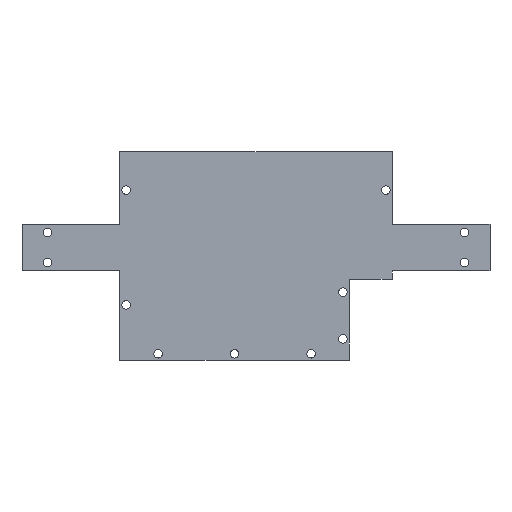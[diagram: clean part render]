
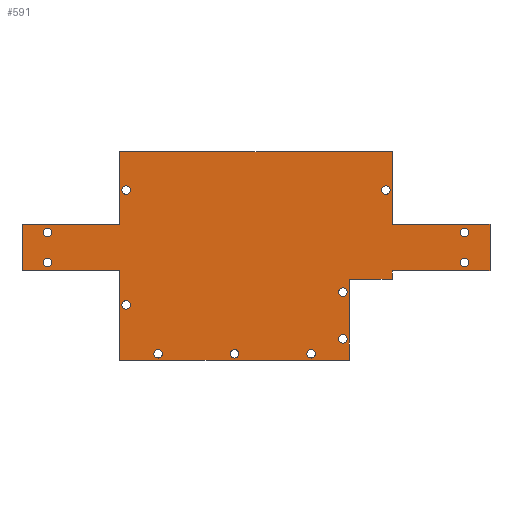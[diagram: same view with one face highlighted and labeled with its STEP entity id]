
A CAD part, top view. The second image highlights one B-rep face of the part: STEP entity #591.
In plain terms, the highlighted planar face has unit normal (0, 0, 1).
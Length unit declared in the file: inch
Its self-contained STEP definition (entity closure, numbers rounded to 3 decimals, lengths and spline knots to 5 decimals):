
#15=FACE_BOUND('',#110,.T.);
#16=FACE_BOUND('',#111,.T.);
#17=FACE_BOUND('',#112,.T.);
#18=FACE_BOUND('',#113,.T.);
#19=FACE_BOUND('',#114,.T.);
#20=FACE_BOUND('',#115,.T.);
#21=FACE_BOUND('',#116,.T.);
#22=FACE_BOUND('',#117,.T.);
#23=FACE_BOUND('',#118,.T.);
#24=FACE_BOUND('',#119,.T.);
#25=FACE_BOUND('',#120,.T.);
#26=FACE_BOUND('',#121,.T.);
#53=PLANE('',#657);
#81=FACE_OUTER_BOUND('',#109,.T.);
#109=EDGE_LOOP('',(#501,#502,#503,#504,#505,#506,#507,#508,#509,#510,#511,
#512,#513,#514));
#110=EDGE_LOOP('',(#515));
#111=EDGE_LOOP('',(#516));
#112=EDGE_LOOP('',(#517));
#113=EDGE_LOOP('',(#518));
#114=EDGE_LOOP('',(#519));
#115=EDGE_LOOP('',(#520));
#116=EDGE_LOOP('',(#521));
#117=EDGE_LOOP('',(#522));
#118=EDGE_LOOP('',(#523));
#119=EDGE_LOOP('',(#524));
#120=EDGE_LOOP('',(#525));
#121=EDGE_LOOP('',(#526));
#149=LINE('',#899,#203);
#152=LINE('',#905,#206);
#155=LINE('',#911,#209);
#158=LINE('',#917,#212);
#161=LINE('',#923,#215);
#164=LINE('',#929,#218);
#167=LINE('',#935,#221);
#170=LINE('',#941,#224);
#173=LINE('',#947,#227);
#176=LINE('',#953,#230);
#179=LINE('',#959,#233);
#182=LINE('',#965,#236);
#185=LINE('',#971,#239);
#188=LINE('',#975,#242);
#203=VECTOR('',#749,0.3937);
#206=VECTOR('',#754,0.3937);
#209=VECTOR('',#759,0.3937);
#212=VECTOR('',#764,0.3937);
#215=VECTOR('',#769,0.3937);
#218=VECTOR('',#774,0.3937);
#221=VECTOR('',#779,0.3937);
#224=VECTOR('',#784,0.3937);
#227=VECTOR('',#789,0.3937);
#230=VECTOR('',#794,0.3937);
#233=VECTOR('',#799,0.3937);
#236=VECTOR('',#804,0.3937);
#239=VECTOR('',#809,0.3937);
#242=VECTOR('',#814,0.3937);
#243=CIRCLE('',#608,0.125);
#245=CIRCLE('',#611,0.125);
#247=CIRCLE('',#614,0.125);
#249=CIRCLE('',#617,0.125);
#251=CIRCLE('',#620,0.125);
#253=CIRCLE('',#623,0.125);
#255=CIRCLE('',#626,0.125);
#257=CIRCLE('',#629,0.125);
#259=CIRCLE('',#632,0.125);
#261=CIRCLE('',#635,0.125);
#263=CIRCLE('',#638,0.125);
#265=CIRCLE('',#641,0.125);
#267=VERTEX_POINT('',#821);
#269=VERTEX_POINT('',#827);
#271=VERTEX_POINT('',#833);
#273=VERTEX_POINT('',#839);
#275=VERTEX_POINT('',#845);
#277=VERTEX_POINT('',#851);
#279=VERTEX_POINT('',#857);
#281=VERTEX_POINT('',#863);
#283=VERTEX_POINT('',#869);
#285=VERTEX_POINT('',#875);
#287=VERTEX_POINT('',#881);
#289=VERTEX_POINT('',#887);
#293=VERTEX_POINT('',#896);
#294=VERTEX_POINT('',#898);
#296=VERTEX_POINT('',#904);
#298=VERTEX_POINT('',#910);
#300=VERTEX_POINT('',#916);
#302=VERTEX_POINT('',#922);
#304=VERTEX_POINT('',#928);
#306=VERTEX_POINT('',#934);
#308=VERTEX_POINT('',#940);
#310=VERTEX_POINT('',#946);
#312=VERTEX_POINT('',#952);
#314=VERTEX_POINT('',#958);
#316=VERTEX_POINT('',#964);
#318=VERTEX_POINT('',#970);
#319=EDGE_CURVE('',#267,#267,#243,.T.);
#322=EDGE_CURVE('',#269,#269,#245,.T.);
#325=EDGE_CURVE('',#271,#271,#247,.T.);
#328=EDGE_CURVE('',#273,#273,#249,.T.);
#331=EDGE_CURVE('',#275,#275,#251,.T.);
#334=EDGE_CURVE('',#277,#277,#253,.T.);
#337=EDGE_CURVE('',#279,#279,#255,.T.);
#340=EDGE_CURVE('',#281,#281,#257,.T.);
#343=EDGE_CURVE('',#283,#283,#259,.T.);
#346=EDGE_CURVE('',#285,#285,#261,.T.);
#349=EDGE_CURVE('',#287,#287,#263,.T.);
#352=EDGE_CURVE('',#289,#289,#265,.T.);
#357=EDGE_CURVE('',#294,#293,#149,.T.);
#360=EDGE_CURVE('',#296,#294,#152,.T.);
#363=EDGE_CURVE('',#298,#296,#155,.T.);
#366=EDGE_CURVE('',#300,#298,#158,.T.);
#369=EDGE_CURVE('',#302,#300,#161,.T.);
#372=EDGE_CURVE('',#304,#302,#164,.T.);
#375=EDGE_CURVE('',#306,#304,#167,.T.);
#378=EDGE_CURVE('',#308,#306,#170,.T.);
#381=EDGE_CURVE('',#310,#308,#173,.T.);
#384=EDGE_CURVE('',#312,#310,#176,.T.);
#387=EDGE_CURVE('',#314,#312,#179,.T.);
#390=EDGE_CURVE('',#316,#314,#182,.T.);
#393=EDGE_CURVE('',#318,#316,#185,.T.);
#396=EDGE_CURVE('',#293,#318,#188,.T.);
#501=ORIENTED_EDGE('',*,*,#396,.T.);
#502=ORIENTED_EDGE('',*,*,#393,.T.);
#503=ORIENTED_EDGE('',*,*,#390,.T.);
#504=ORIENTED_EDGE('',*,*,#387,.T.);
#505=ORIENTED_EDGE('',*,*,#384,.T.);
#506=ORIENTED_EDGE('',*,*,#381,.T.);
#507=ORIENTED_EDGE('',*,*,#378,.T.);
#508=ORIENTED_EDGE('',*,*,#375,.T.);
#509=ORIENTED_EDGE('',*,*,#372,.T.);
#510=ORIENTED_EDGE('',*,*,#369,.T.);
#511=ORIENTED_EDGE('',*,*,#366,.T.);
#512=ORIENTED_EDGE('',*,*,#363,.T.);
#513=ORIENTED_EDGE('',*,*,#360,.T.);
#514=ORIENTED_EDGE('',*,*,#357,.T.);
#515=ORIENTED_EDGE('',*,*,#352,.T.);
#516=ORIENTED_EDGE('',*,*,#349,.T.);
#517=ORIENTED_EDGE('',*,*,#346,.T.);
#518=ORIENTED_EDGE('',*,*,#343,.T.);
#519=ORIENTED_EDGE('',*,*,#340,.T.);
#520=ORIENTED_EDGE('',*,*,#337,.T.);
#521=ORIENTED_EDGE('',*,*,#334,.T.);
#522=ORIENTED_EDGE('',*,*,#331,.T.);
#523=ORIENTED_EDGE('',*,*,#328,.T.);
#524=ORIENTED_EDGE('',*,*,#325,.T.);
#525=ORIENTED_EDGE('',*,*,#322,.T.);
#526=ORIENTED_EDGE('',*,*,#319,.T.);
#591=ADVANCED_FACE('',(#81,#15,#16,#17,#18,#19,#20,#21,#22,#23,#24,#25,
#26),#53,.T.);
#608=AXIS2_PLACEMENT_3D('',#822,#663,#664);
#611=AXIS2_PLACEMENT_3D('',#828,#670,#671);
#614=AXIS2_PLACEMENT_3D('',#834,#677,#678);
#617=AXIS2_PLACEMENT_3D('',#840,#684,#685);
#620=AXIS2_PLACEMENT_3D('',#846,#691,#692);
#623=AXIS2_PLACEMENT_3D('',#852,#698,#699);
#626=AXIS2_PLACEMENT_3D('',#858,#705,#706);
#629=AXIS2_PLACEMENT_3D('',#864,#712,#713);
#632=AXIS2_PLACEMENT_3D('',#870,#719,#720);
#635=AXIS2_PLACEMENT_3D('',#876,#726,#727);
#638=AXIS2_PLACEMENT_3D('',#882,#733,#734);
#641=AXIS2_PLACEMENT_3D('',#888,#740,#741);
#657=AXIS2_PLACEMENT_3D('',#976,#815,#816);
#663=DIRECTION('center_axis',(0.,0.,-1.));
#664=DIRECTION('ref_axis',(1.,0.,0.));
#670=DIRECTION('center_axis',(0.,0.,-1.));
#671=DIRECTION('ref_axis',(1.,0.,0.));
#677=DIRECTION('center_axis',(0.,0.,-1.));
#678=DIRECTION('ref_axis',(1.,0.,0.));
#684=DIRECTION('center_axis',(0.,0.,-1.));
#685=DIRECTION('ref_axis',(1.,0.,0.));
#691=DIRECTION('center_axis',(0.,0.,-1.));
#692=DIRECTION('ref_axis',(1.,0.,0.));
#698=DIRECTION('center_axis',(0.,0.,-1.));
#699=DIRECTION('ref_axis',(1.,0.,0.));
#705=DIRECTION('center_axis',(0.,0.,-1.));
#706=DIRECTION('ref_axis',(1.,0.,0.));
#712=DIRECTION('center_axis',(0.,0.,-1.));
#713=DIRECTION('ref_axis',(1.,0.,0.));
#719=DIRECTION('center_axis',(0.,0.,-1.));
#720=DIRECTION('ref_axis',(1.,0.,0.));
#726=DIRECTION('center_axis',(0.,0.,-1.));
#727=DIRECTION('ref_axis',(1.,0.,0.));
#733=DIRECTION('center_axis',(0.,0.,-1.));
#734=DIRECTION('ref_axis',(1.,0.,0.));
#740=DIRECTION('center_axis',(0.,0.,-1.));
#741=DIRECTION('ref_axis',(1.,0.,0.));
#749=DIRECTION('',(1.,0.,0.));
#754=DIRECTION('',(0.,1.,0.));
#759=DIRECTION('',(1.,0.,0.));
#764=DIRECTION('',(0.,1.,0.));
#769=DIRECTION('',(1.,0.,0.));
#774=DIRECTION('',(0.,-1.,0.));
#779=DIRECTION('',(1.,0.,0.));
#784=DIRECTION('',(0.,-1.,0.));
#789=DIRECTION('',(-1.,0.,0.));
#794=DIRECTION('',(0.,-1.,0.));
#799=DIRECTION('',(-1.,0.,0.));
#804=DIRECTION('',(0.,1.,0.));
#809=DIRECTION('',(-1.,0.,0.));
#814=DIRECTION('',(0.,1.,0.));
#815=DIRECTION('center_axis',(0.,0.,1.));
#816=DIRECTION('ref_axis',(1.,0.,0.));
#821=CARTESIAN_POINT('',(1.,0.1875,0.07874));
#822=CARTESIAN_POINT('Origin',(1.125,0.1875,0.07874));
#827=CARTESIAN_POINT('',(3.25,0.1875,0.07874));
#828=CARTESIAN_POINT('Origin',(3.375,0.1875,0.07874));
#833=CARTESIAN_POINT('',(5.5,0.1875,0.07874));
#834=CARTESIAN_POINT('Origin',(5.625,0.1875,0.07874));
#839=CARTESIAN_POINT('',(-2.25,3.75,0.07874));
#840=CARTESIAN_POINT('Origin',(-2.125,3.75,0.07874));
#845=CARTESIAN_POINT('',(10.01,2.875,0.07874));
#846=CARTESIAN_POINT('Origin',(10.135,2.875,0.07874));
#851=CARTESIAN_POINT('',(0.0625,1.625,0.07874));
#852=CARTESIAN_POINT('Origin',(0.1875,1.625,0.07874));
#857=CARTESIAN_POINT('',(10.01,3.75,0.07874));
#858=CARTESIAN_POINT('Origin',(10.135,3.75,0.07874));
#863=CARTESIAN_POINT('',(6.4375,2.,0.07874));
#864=CARTESIAN_POINT('Origin',(6.5625,2.,0.07874));
#869=CARTESIAN_POINT('',(7.6975,5.,0.07874));
#870=CARTESIAN_POINT('Origin',(7.8225,5.,0.07874));
#875=CARTESIAN_POINT('',(0.0625,5.,0.07874));
#876=CARTESIAN_POINT('Origin',(0.1875,5.,0.07874));
#881=CARTESIAN_POINT('',(-2.25,2.875,0.07874));
#882=CARTESIAN_POINT('Origin',(-2.125,2.875,0.07874));
#887=CARTESIAN_POINT('',(6.4375,0.625,0.07874));
#888=CARTESIAN_POINT('Origin',(6.5625,0.625,0.07874));
#896=CARTESIAN_POINT('',(10.885,2.625,0.07874));
#898=CARTESIAN_POINT('',(8.01,2.625,0.07874));
#899=CARTESIAN_POINT('',(8.01,2.625,0.07874));
#904=CARTESIAN_POINT('',(8.01,2.375,0.07874));
#905=CARTESIAN_POINT('',(8.01,2.625,0.07874));
#910=CARTESIAN_POINT('',(6.75,2.375,0.07874));
#911=CARTESIAN_POINT('',(6.75,2.375,0.07874));
#916=CARTESIAN_POINT('',(6.75,0.,0.07874));
#917=CARTESIAN_POINT('',(6.75,0.,0.07874));
#922=CARTESIAN_POINT('',(0.,0.,0.07874));
#923=CARTESIAN_POINT('',(0.,0.,0.07874));
#928=CARTESIAN_POINT('',(0.,2.625,0.07874));
#929=CARTESIAN_POINT('',(0.,0.,0.07874));
#934=CARTESIAN_POINT('',(-2.875,2.625,0.07874));
#935=CARTESIAN_POINT('',(0.,2.625,0.07874));
#940=CARTESIAN_POINT('',(-2.875,4.,0.07874));
#941=CARTESIAN_POINT('',(-2.875,2.625,0.07874));
#946=CARTESIAN_POINT('',(0.,4.,0.07874));
#947=CARTESIAN_POINT('',(-2.875,4.,0.07874));
#952=CARTESIAN_POINT('',(0.,6.125,0.07874));
#953=CARTESIAN_POINT('',(0.,4.,0.07874));
#958=CARTESIAN_POINT('',(8.01,6.125,0.07874));
#959=CARTESIAN_POINT('',(0.,6.125,0.07874));
#964=CARTESIAN_POINT('',(8.01,4.,0.07874));
#965=CARTESIAN_POINT('',(8.01,6.125,0.07874));
#970=CARTESIAN_POINT('',(10.885,4.,0.07874));
#971=CARTESIAN_POINT('',(10.885,4.,0.07874));
#975=CARTESIAN_POINT('',(10.885,2.625,0.07874));
#976=CARTESIAN_POINT('Origin',(4.005,3.0625,0.07874));
